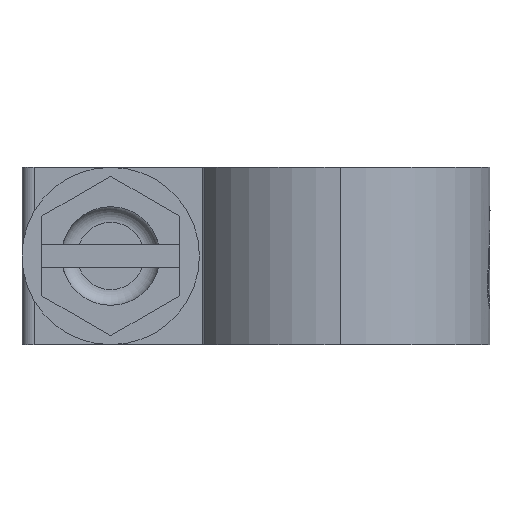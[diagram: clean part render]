
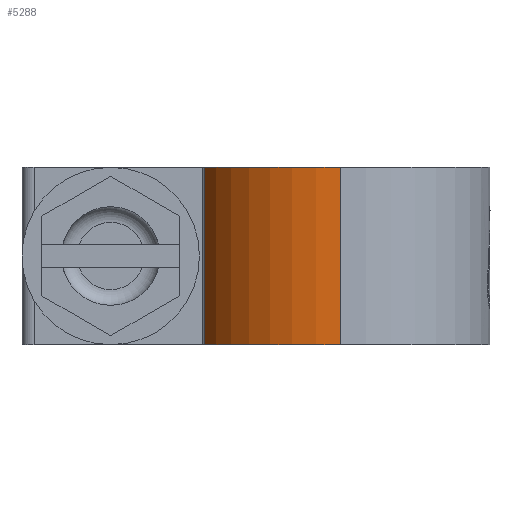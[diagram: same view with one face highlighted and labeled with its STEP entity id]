
A CAD part, left-side view. The second image highlights one B-rep face of the part: STEP entity #5288.
In plain terms, the highlighted cylindrical face has radius 7.6 mm (diameter 15.2 mm), a partial arc.
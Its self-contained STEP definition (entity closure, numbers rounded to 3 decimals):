
#116 = VERTEX_POINT ( 'NONE', #4836 ) ;
#254 = CARTESIAN_POINT ( 'NONE',  ( -7.6, 0., 4.5 ) ) ;
#387 = ORIENTED_EDGE ( 'NONE', *, *, #6763, .T. ) ;
#403 = VERTEX_POINT ( 'NONE', #1442 ) ;
#812 = CARTESIAN_POINT ( 'NONE',  ( -3.168, 6.908, 4.5 ) ) ;
#1061 = DIRECTION ( 'NONE',  ( 0., 0., -1. ) ) ;
#1094 = CARTESIAN_POINT ( 'NONE',  ( 0., 0., 4.5 ) ) ;
#1118 = VERTEX_POINT ( 'NONE', #4234 ) ;
#1442 = CARTESIAN_POINT ( 'NONE',  ( -3.168, 6.908, -4.5 ) ) ;
#1941 = EDGE_CURVE ( 'NONE', #116, #1118, #5546, .T. ) ;
#1975 = CARTESIAN_POINT ( 'NONE',  ( 0., 0., -4.5 ) ) ;
#2131 = DIRECTION ( 'NONE',  ( 1., 0., 0. ) ) ;
#2169 = AXIS2_PLACEMENT_3D ( 'NONE', #1975, #3490, #5037 ) ;
#2385 = DIRECTION ( 'NONE',  ( 0., 0., -1. ) ) ;
#3220 = CARTESIAN_POINT ( 'NONE',  ( -3.168, 6.908, 4.5 ) ) ;
#3354 = CARTESIAN_POINT ( 'NONE',  ( 0., 0., 4.5 ) ) ;
#3424 = FACE_OUTER_BOUND ( 'NONE', #3647, .T. ) ;
#3490 = DIRECTION ( 'NONE',  ( 0., 0., -1. ) ) ;
#3647 = EDGE_LOOP ( 'NONE', ( #6501, #4028, #387, #3899 ) ) ;
#3708 = CIRCLE ( 'NONE', #2169, 7.6 ) ;
#3730 = AXIS2_PLACEMENT_3D ( 'NONE', #3354, #5986, #3908 ) ;
#3899 = ORIENTED_EDGE ( 'NONE', *, *, #4095, .F. ) ;
#3908 = DIRECTION ( 'NONE',  ( -1., 0., 0. ) ) ;
#4028 = ORIENTED_EDGE ( 'NONE', *, *, #6312, .T. ) ;
#4095 = EDGE_CURVE ( 'NONE', #1118, #403, #3708, .T. ) ;
#4234 = CARTESIAN_POINT ( 'NONE',  ( -7.6, 0., -4.5 ) ) ;
#4805 = DIRECTION ( 'NONE',  ( 0., 0., -1. ) ) ;
#4836 = CARTESIAN_POINT ( 'NONE',  ( -7.6, 0., 4.5 ) ) ;
#5008 = CYLINDRICAL_SURFACE ( 'NONE', #3730, 7.6 ) ;
#5037 = DIRECTION ( 'NONE',  ( 1., 0., 0. ) ) ;
#5125 = VECTOR ( 'NONE', #2385, 1000. ) ;
#5211 = CIRCLE ( 'NONE', #5758, 7.6 ) ;
#5288 = ADVANCED_FACE ( 'NONE', ( #3424 ), #5008, .T. ) ;
#5364 = VECTOR ( 'NONE', #4805, 1000. ) ;
#5546 = LINE ( 'NONE', #254, #5125 ) ;
#5758 = AXIS2_PLACEMENT_3D ( 'NONE', #1094, #1061, #2131 ) ;
#5986 = DIRECTION ( 'NONE',  ( 0., 0., -1. ) ) ;
#6103 = VERTEX_POINT ( 'NONE', #812 ) ;
#6312 = EDGE_CURVE ( 'NONE', #116, #6103, #5211, .T. ) ;
#6378 = LINE ( 'NONE', #3220, #5364 ) ;
#6501 = ORIENTED_EDGE ( 'NONE', *, *, #1941, .F. ) ;
#6763 = EDGE_CURVE ( 'NONE', #6103, #403, #6378, .T. ) ;
